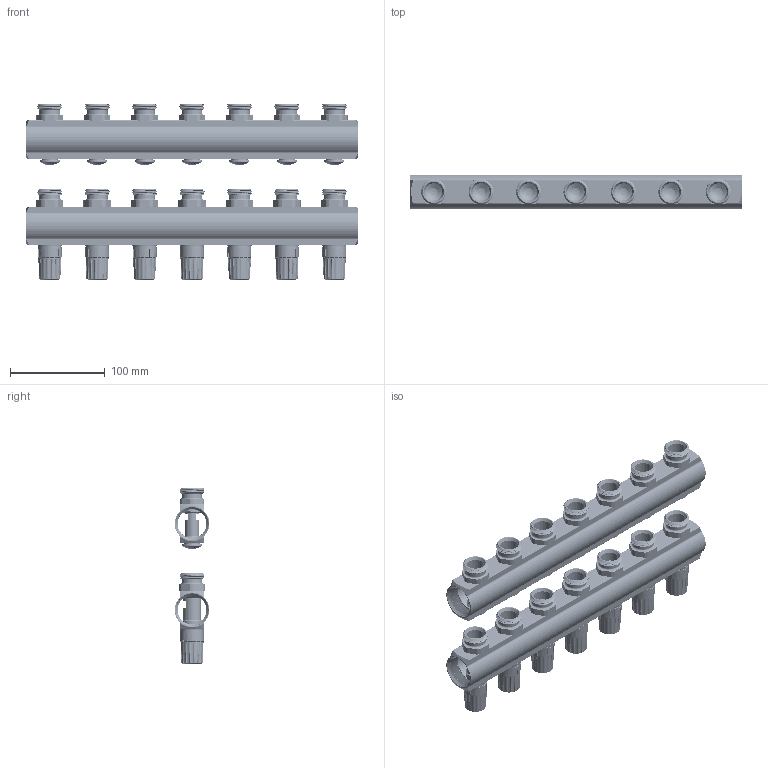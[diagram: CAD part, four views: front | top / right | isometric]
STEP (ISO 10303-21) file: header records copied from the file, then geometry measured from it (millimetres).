
FILE_DESCRIPTION((''),'2;1');
FILE_NAME('088U0507_ASM','2023-05-16T11:39:28',('U258971'),(''),'CREO PARAMETRIC BY PTC INC, 2020342','CREO PARAMETRIC BY PTC INC, 2020342','');
FILE_SCHEMA(('CONFIG_CONTROL_DESIGN'));
Length unit declared in the file: millimetre
Products named in the file (13): 088U7307_7LOOPS_18; 088U7304_15; 088U7310_ASM_11_ASM; 088U7308_7LOOPS_19; 013G1380_AF0_11; 013G0295___AF0_ASM_11_ASM; 013G0200__AF0_ASM_11_ASM; 013G0376-FOR-MANIFOLD_ASM_11_ASM; 088U7312_13; 013G0951_11; 088U0593-MANIFOLD_11; 088U7301_ASM_3_ASM; 088U0507_ASM
Assembly tree (42 placements, depth 4):
  088U0507_ASM
    088U7301_ASM_3_ASM
      088U7307_7LOOPS_18
      088U7310_ASM_11_ASM  x7
        088U7304_15
      088U7308_7LOOPS_19
      013G0376-FOR-MANIFOLD_ASM_11_ASM  x7
        013G1380_AF0_11
        013G0295___AF0_ASM_11_ASM
        013G0200__AF0_ASM_11_ASM
      088U7312_13  x7
      013G0951_11  x7
      088U0593-MANIFOLD_11  x7
Bounding box: 350 x 36.55 x 186.3 mm (x, y, z)
Volume: 454139.2 mm3; surface area: 396715 mm2
Topology: 37 solids, 99 shells, 8741 faces, 25397 edges, 16878 vertices
Faces by surface type: plane 2883, cylinder 2675, bspline 1528, cone 842, torus 484, extrusion 203, sphere 126
Entity records: 112420 total; most frequent: CARTESIAN_POINT 62636, ORIENTED_EDGE 11930, DIRECTION 8024, EDGE_CURVE 6035, VERTEX_POINT 4050, AXIS2_PLACEMENT_3D 3150, B_SPLINE_CURVE_WITH_KNOTS 2825, EDGE_LOOP 2161
